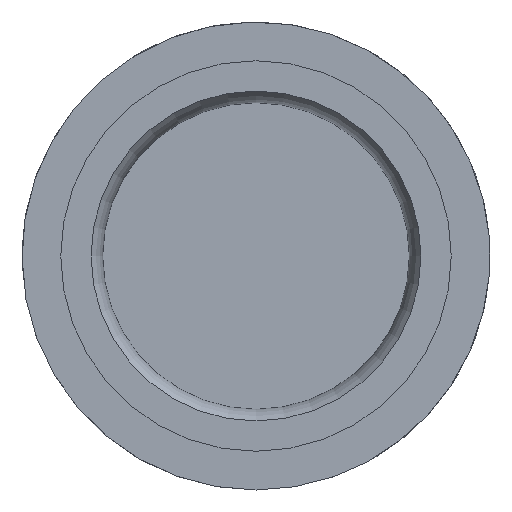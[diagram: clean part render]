
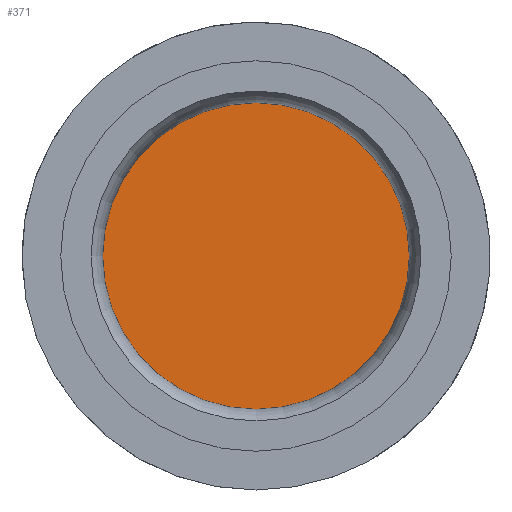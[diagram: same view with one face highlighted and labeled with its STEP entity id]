
A CAD part, left-side view. The second image highlights one B-rep face of the part: STEP entity #371.
In plain terms, the highlighted planar face has unit normal (-1, 0, 0).
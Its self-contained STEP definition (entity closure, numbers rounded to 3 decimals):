
#26=PLANE($,#414);
#109=FACE_OUTER_BOUND($,#137,.T.);
#137=EDGE_LOOP($,(#345));
#145=CIRCLE($,#385,19.);
#166=VERTEX_POINT($,#563);
#205=EDGE_CURVE($,#166,#166,#145,.T.);
#345=ORIENTED_EDGE($,*,*,#205,.T.);
#371=ADVANCED_FACE($,(#109),#26,.F.);
#385=AXIS2_PLACEMENT_3D($,#564,#436,#437);
#414=AXIS2_PLACEMENT_3D($,#678,#512,#513);
#436=DIRECTION('center_axis',(-1.,0.,0.));
#437=DIRECTION('ref_axis',(0.,0.,1.));
#512=DIRECTION('center_axis',(1.,0.,0.));
#513=DIRECTION('ref_axis',(0.,0.,-1.));
#563=CARTESIAN_POINT('',(24.3,0.,-19.));
#564=CARTESIAN_POINT('Origin',(24.3,0.,0.));
#678=CARTESIAN_POINT('Origin',(24.3,0.,0.));
